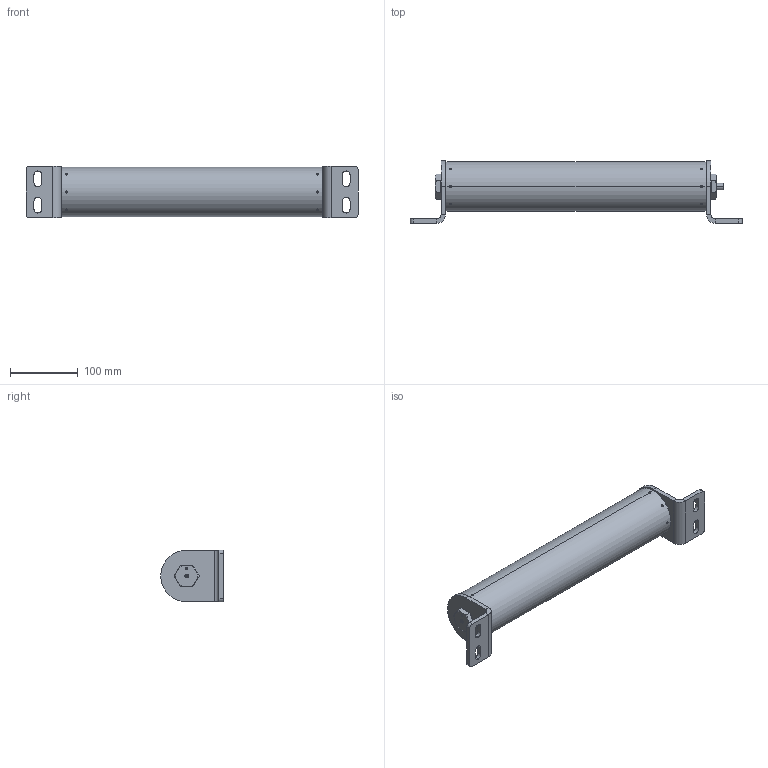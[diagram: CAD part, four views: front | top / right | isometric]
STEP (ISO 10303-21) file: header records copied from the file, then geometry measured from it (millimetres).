
FILE_DESCRIPTION (( 'STEP AP214' ), '1' );
FILE_NAME ('702087.STEP', '2024-06-14T17:56:32', ( '' ), ( '' ), 'SwSTEP 2.0', 'SolidWorks 2021', '' );
FILE_SCHEMA (( 'AUTOMOTIVE_DESIGN' ));
Length unit declared in the file: inch
Products named in the file (3): 702087; Copy of 702087^702087_Default_BLOWN; 9399_9399
Assembly tree (2 placements, depth 2):
  702087
    Copy of 702087^702087_Default_BLOWN
    9399_9399
Bounding box: 488.65 x 92.08 x 76.2 mm (x, y, z)
Volume: 45.4 mm3; surface area: 134029.1 mm2
Topology: 1 solids, 26 shells, 171 faces, 491 edges, 332 vertices
Faces by surface type: cylinder 64, plane 62, cone 41, sphere 4
Entity records: 9098 total; most frequent: CARTESIAN_POINT 2524, DIRECTION 934, ORIENTED_EDGE 812, EDGE_CURVE 483, AXIS2_PLACEMENT_3D 362, VERTEX_POINT 328, LINE 210, VECTOR 210
